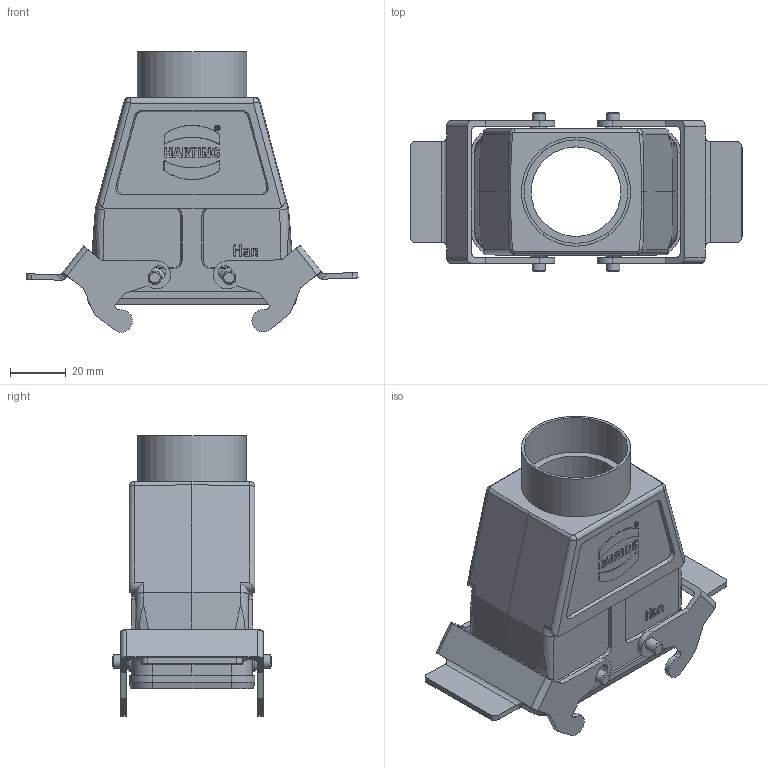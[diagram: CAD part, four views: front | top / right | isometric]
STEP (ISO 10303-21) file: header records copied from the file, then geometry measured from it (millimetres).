
FILE_DESCRIPTION((''),'2;1');
FILE_NAME('04300100732.stp','2020-07-07T14:10:33',('e.eickhoff'),(''),'Autodesk Inventor 2012','Autodesk Inventor 2012','');
FILE_SCHEMA(('AUTOMOTIVE_DESIGN { 1 0 10303 214 1 1 1 1 }'));
Length unit declared in the file: millimetre
Products named in the file (3): 04300100732; Metallbügel Quer
Assembly tree (3 placements, depth 2):
  04300100732
    04300100732
    Metallbügel Quer  x2
Bounding box: 118.6 x 57 x 100.19 mm (x, y, z)
Volume: 72199.1 mm3; surface area: 48877.9 mm2
Topology: 3 solids, 4 shells, 495 faces, 1282 edges, 825 vertices
Faces by surface type: plane 285, cylinder 127, cone 42, bspline 29, sphere 10, torus 2
Full cylindrical faces by diameter (mm): 3 x4, 4 x4, 4.8 x4, 7 x4, 32 x1, 35 x1, 35.6 x1, 37 x1, 39 x1
Entity records: 15916 total; most frequent: CARTESIAN_POINT 4857, ORIENTED_EDGE 2188, DIRECTION 2136, EDGE_CURVE 1094, AXIS2_PLACEMENT_3D 730, VERTEX_POINT 719, VECTOR 676, LINE 676
